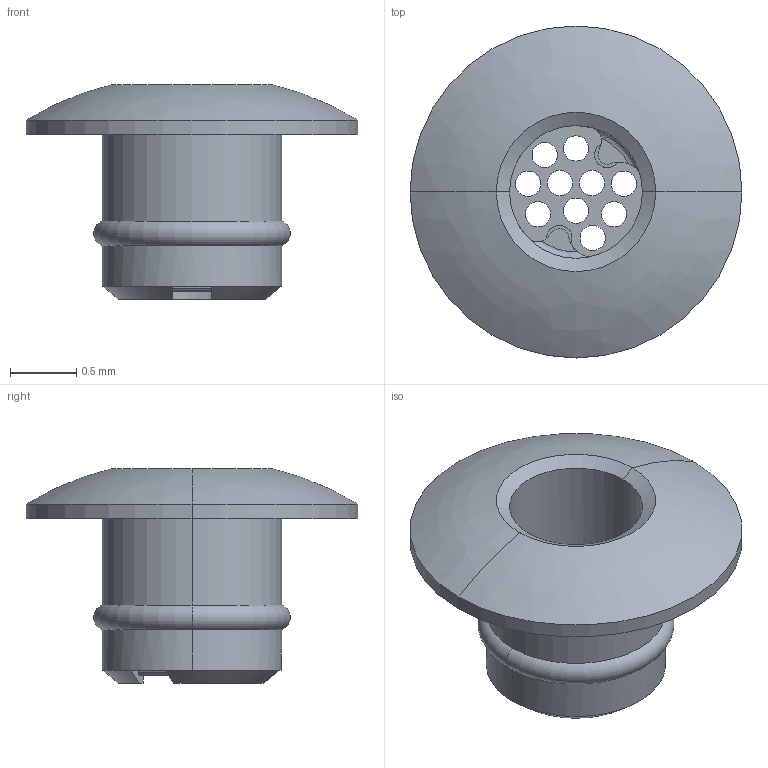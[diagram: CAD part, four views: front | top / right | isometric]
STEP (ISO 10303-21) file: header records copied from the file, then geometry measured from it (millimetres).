
FILE_DESCRIPTION((''),'2;1');
FILE_NAME('4-000-6300-060_ASM','2019-01-07T11:48:33',('LAJE'),(''),'CREO PARAMETRIC BY PTC INC, 2017380','CREO PARAMETRIC BY PTC INC, 2017380','');
FILE_SCHEMA(('AUTOMOTIVE_DESIGN { 1 0 10303 214 1 1 1 1 }'));
Length unit declared in the file: millimetre
Products named in the file (3): 4-000-6300-060_AF0; 3-031-0026-000_AF0; 4-000-6300-060_ASM
Assembly tree (2 placements, depth 2):
  4-000-6300-060_ASM
    4-000-6300-060_AF0
    3-031-0026-000_AF0
Bounding box: 2.5 x 2.5 x 1.62 mm (x, y, z)
Volume: 1.9 mm3; surface area: 22.2 mm2
Topology: 2 solids, 2 shells, 124 faces, 359 edges, 261 vertices
Faces by surface type: cylinder 71, plane 40, cone 5, bspline 4, torus 4
Entity records: 5427 total; most frequent: CARTESIAN_POINT 992, DIRECTION 774, ORIENTED_EDGE 678, EDGE_CURVE 339, AXIS2_PLACEMENT_3D 309, PRESENTATION_STYLE_ASSIGNMENT 255, STYLED_ITEM 255, CURVE_STYLE 254
